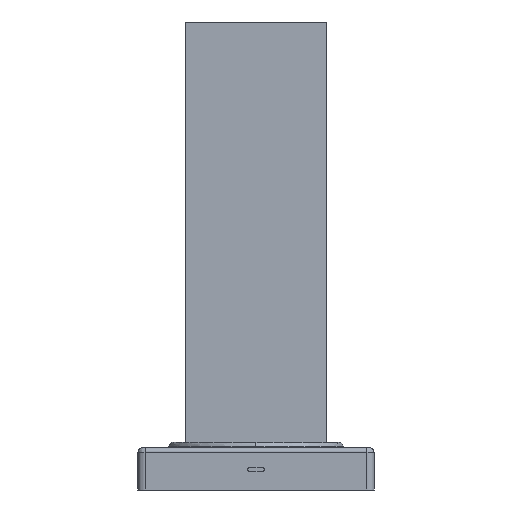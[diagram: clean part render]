
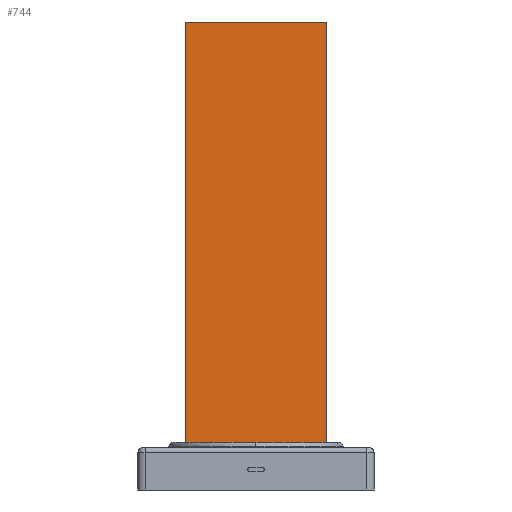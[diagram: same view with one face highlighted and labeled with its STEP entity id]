
A CAD part, left-side view. The second image highlights one B-rep face of the part: STEP entity #744.
In plain terms, the highlighted planar face has unit normal (-1, 0, 0).
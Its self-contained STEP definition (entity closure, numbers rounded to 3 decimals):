
#43 = ORIENTED_EDGE ( 'NONE', *, *, #3262, .T. ) ;
#62 = ORIENTED_EDGE ( 'NONE', *, *, #3293, .F. ) ;
#125 = ORIENTED_EDGE ( 'NONE', *, *, #3333, .F. ) ;
#139 = ORIENTED_EDGE ( 'NONE', *, *, #3322, .T. ) ;
#508 = VERTEX_POINT ( 'NONE', #906 ) ;
#558 = VERTEX_POINT ( 'NONE', #867 ) ;
#564 = VERTEX_POINT ( 'NONE', #887 ) ;
#576 = VERTEX_POINT ( 'NONE', #941 ) ;
#744 = ADVANCED_FACE ( 'NONE', ( #2487 ), #7914, .F. ) ;
#867 = CARTESIAN_POINT ( 'NONE',  ( -7.5, -15., 0. ) ) ;
#887 = CARTESIAN_POINT ( 'NONE',  ( -7.5, -15., 89. ) ) ;
#906 = CARTESIAN_POINT ( 'NONE',  ( -7.5, 15., 0. ) ) ;
#941 = CARTESIAN_POINT ( 'NONE',  ( -7.5, 15., 89. ) ) ;
#2487 = FACE_OUTER_BOUND ( 'NONE', #8462, .T. ) ;
#3017 = AXIS2_PLACEMENT_3D ( 'NONE', #7915, #7917, #7918 ) ;
#3262 = EDGE_CURVE ( 'NONE', #508, #558, #4732, .T. ) ;
#3293 = EDGE_CURVE ( 'NONE', #564, #558, #4760, .T. ) ;
#3322 = EDGE_CURVE ( 'NONE', #576, #508, #4790, .T. ) ;
#3333 = EDGE_CURVE ( 'NONE', #576, #564, #4801, .T. ) ;
#4222 = CARTESIAN_POINT ( 'NONE',  ( -7.5, -15., 0. ) ) ;
#4226 = DIRECTION ( 'NONE',  ( 0., -1., 0. ) ) ;
#4713 = VECTOR ( 'NONE', #4226, 1000. ) ;
#4732 = LINE ( 'NONE', #4222, #4713 ) ;
#4759 = VECTOR ( 'NONE', #5610, 1000. ) ;
#4760 = LINE ( 'NONE', #5606, #4759 ) ;
#4782 = VECTOR ( 'NONE', #5742, 1000. ) ;
#4790 = LINE ( 'NONE', #5745, #4782 ) ;
#4801 = LINE ( 'NONE', #5768, #4812 ) ;
#4812 = VECTOR ( 'NONE', #5755, 1000. ) ;
#5606 = CARTESIAN_POINT ( 'NONE',  ( -7.5, -15., 89. ) ) ;
#5610 = DIRECTION ( 'NONE',  ( 0., 0., -1. ) ) ;
#5742 = DIRECTION ( 'NONE',  ( 0., 0., -1. ) ) ;
#5745 = CARTESIAN_POINT ( 'NONE',  ( -7.5, 15., 89. ) ) ;
#5755 = DIRECTION ( 'NONE',  ( 0., -1., 0. ) ) ;
#5768 = CARTESIAN_POINT ( 'NONE',  ( -7.5, -15., 89. ) ) ;
#7914 = PLANE ( 'NONE',  #3017 ) ;
#7915 = CARTESIAN_POINT ( 'NONE',  ( -7.5, -15., 89. ) ) ;
#7917 = DIRECTION ( 'NONE',  ( 1., 0., 0. ) ) ;
#7918 = DIRECTION ( 'NONE',  ( 0., 0., -1. ) ) ;
#8462 = EDGE_LOOP ( 'NONE', ( #43, #62, #125, #139 ) ) ;
